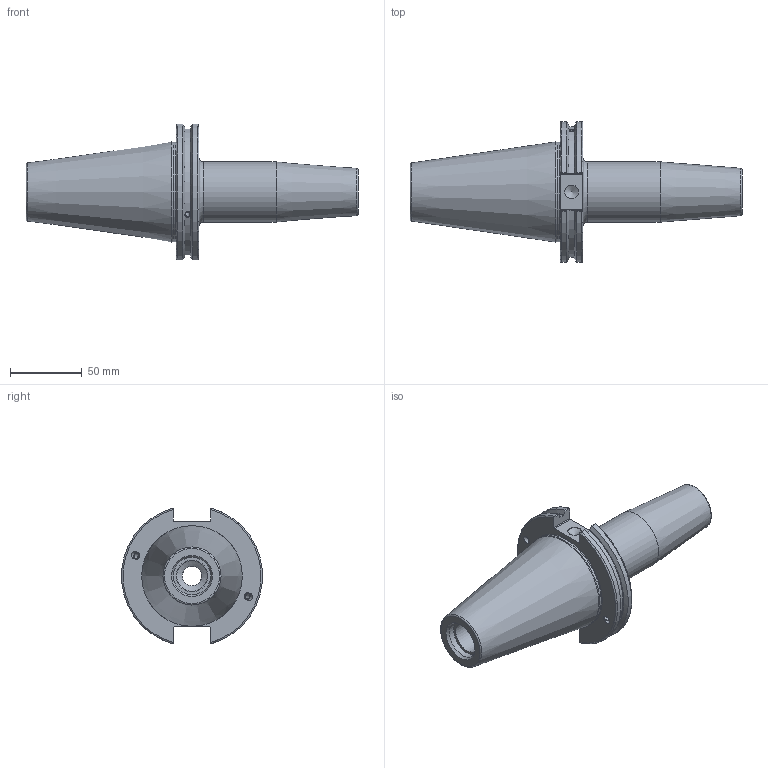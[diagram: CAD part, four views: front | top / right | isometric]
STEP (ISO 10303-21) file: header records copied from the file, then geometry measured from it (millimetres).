
FILE_DESCRIPTION(/* description */ (''),/* implementation_level */ '2;1');
FILE_NAME(/* name */ 'VL202JR.stp',/* time_stamp */ '2021-07-09T13:35:35+09:00',/* author */ ('eos'),/* organization */ (''),/* preprocessor_version */ 'ST-DEVELOPER v18.1',/* originating_system */ 'Autodesk Inventor 2020',/* authorisation */ '');
FILE_SCHEMA (('AUTOMOTIVE_DESIGN { 1 0 10303 214 3 1 1 }'));
Length unit declared in the file: millimetre
Products named in the file (1): CAT50
Bounding box: 231.6 x 98.06 x 94.69 mm (x, y, z)
Volume: 434885.3 mm3; surface area: 63721.9 mm2
Topology: 1 solids, 1 shells, 87 faces, 262 edges, 184 vertices
Faces by surface type: plane 37, cylinder 28, cone 14, torus 8
Full cylindrical faces by diameter (mm): 3.242 x4, 4.134 x2, 4.2 x2, 5 x2, 9.525 x1, 13.5 x1, 14.917 x1, 19.05 x1, 20.2 x1, 21.5 x1, 21.971 x1, 26.2 x1, 42 x1, 69.25 x1
Entity records: 3425 total; most frequent: CARTESIAN_POINT 1003, ORIENTED_EDGE 518, DIRECTION 492, EDGE_CURVE 259, AXIS2_PLACEMENT_3D 199, VERTEX_POINT 184, CIRCLE 109, EDGE_LOOP 107
